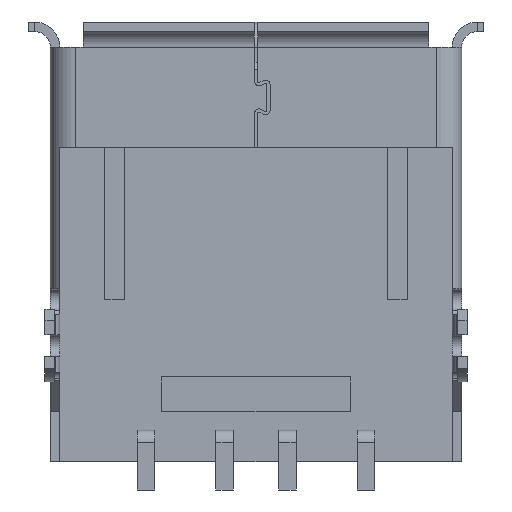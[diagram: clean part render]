
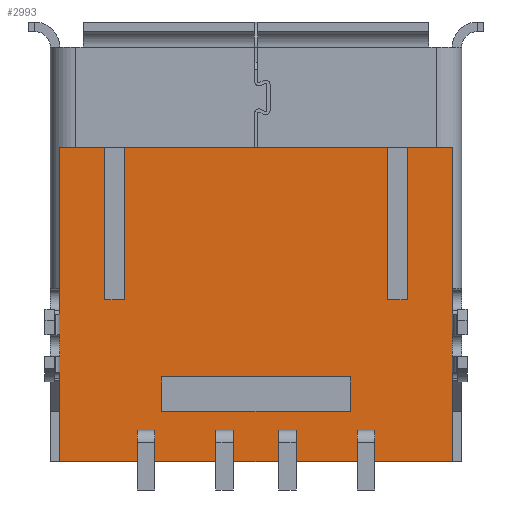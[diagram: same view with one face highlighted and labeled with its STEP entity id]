
A CAD part, front view. The second image highlights one B-rep face of the part: STEP entity #2993.
In plain terms, the highlighted planar face has unit normal (0, -1, 0).
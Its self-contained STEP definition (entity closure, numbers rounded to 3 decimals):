
#3 = VERTEX_POINT ( 'NONE', #8765 ) ;
#55 = LINE ( 'NONE', #963, #7543 ) ;
#96 = CARTESIAN_POINT ( 'NONE',  ( 4.817, 0.42, 1.45 ) ) ;
#168 = CARTESIAN_POINT ( 'NONE',  ( -3., 0.42, -2.1 ) ) ;
#237 = LINE ( 'NONE', #2883, #9409 ) ;
#327 = LINE ( 'NONE', #3925, #6977 ) ;
#458 = VERTEX_POINT ( 'NONE', #6252 ) ;
#501 = VERTEX_POINT ( 'NONE', #3678 ) ;
#581 = VERTEX_POINT ( 'NONE', #96 ) ;
#610 = CARTESIAN_POINT ( 'NONE',  ( -4.182, 0.42, 1.45 ) ) ;
#651 = LINE ( 'NONE', #2132, #6135 ) ;
#675 = DIRECTION ( 'NONE',  ( 1., 0., 0. ) ) ;
#680 = ORIENTED_EDGE ( 'NONE', *, *, #4782, .F. ) ;
#685 = EDGE_CURVE ( 'NONE', #9386, #9542, #5488, .T. ) ;
#737 = CARTESIAN_POINT ( 'NONE',  ( -6.25, 0.42, 6.3 ) ) ;
#780 = VECTOR ( 'NONE', #675, 1000. ) ;
#829 = CARTESIAN_POINT ( 'NONE',  ( -6.25, 0.42, 1.45 ) ) ;
#859 = LINE ( 'NONE', #3356, #8601 ) ;
#870 = DIRECTION ( 'NONE',  ( 0., 0., 1. ) ) ;
#963 = CARTESIAN_POINT ( 'NONE',  ( 3., 0.42, -2.1 ) ) ;
#975 = CARTESIAN_POINT ( 'NONE',  ( -4.817, 0.42, 1.45 ) ) ;
#979 = VECTOR ( 'NONE', #2425, 1000. ) ;
#1117 = CARTESIAN_POINT ( 'NONE',  ( 6.25, 0.42, 1.45 ) ) ;
#1366 = ORIENTED_EDGE ( 'NONE', *, *, #5774, .F. ) ;
#1384 = DIRECTION ( 'NONE',  ( -1., 0., 0. ) ) ;
#1389 = VERTEX_POINT ( 'NONE', #9407 ) ;
#1496 = DIRECTION ( 'NONE',  ( -1., 0., 0. ) ) ;
#1591 = DIRECTION ( 'NONE',  ( 0., 0., 1. ) ) ;
#1607 = PLANE ( 'NONE',  #2018 ) ;
#1618 = CARTESIAN_POINT ( 'NONE',  ( 6.25, 0.42, 1.45 ) ) ;
#1648 = ORIENTED_EDGE ( 'NONE', *, *, #6649, .F. ) ;
#1774 = ORIENTED_EDGE ( 'NONE', *, *, #9111, .T. ) ;
#1833 = EDGE_CURVE ( 'NONE', #501, #6615, #5807, .T. ) ;
#2018 = AXIS2_PLACEMENT_3D ( 'NONE', #6118, #5418, #5389 ) ;
#2103 = ORIENTED_EDGE ( 'NONE', *, *, #6843, .F. ) ;
#2128 = DIRECTION ( 'NONE',  ( -1., 0., 0. ) ) ;
#2132 = CARTESIAN_POINT ( 'NONE',  ( 6.25, 0.42, 6.3 ) ) ;
#2229 = VERTEX_POINT ( 'NONE', #7341 ) ;
#2425 = DIRECTION ( 'NONE',  ( 0., 0., 1. ) ) ;
#2450 = CARTESIAN_POINT ( 'NONE',  ( 6.25, 0.42, 6.3 ) ) ;
#2692 = VECTOR ( 'NONE', #7754, 1000. ) ;
#2709 = LINE ( 'NONE', #3670, #6306 ) ;
#2814 = CARTESIAN_POINT ( 'NONE',  ( -4.182, 0.42, 6.3 ) ) ;
#2883 = CARTESIAN_POINT ( 'NONE',  ( -4.182, 0.42, 6.3 ) ) ;
#2993 = ADVANCED_FACE ( 'NONE', ( #9684, #3107 ), #1607, .F. ) ;
#3075 = EDGE_CURVE ( 'NONE', #7704, #9542, #3933, .T. ) ;
#3107 = FACE_BOUND ( 'NONE', #9342, .T. ) ;
#3356 = CARTESIAN_POINT ( 'NONE',  ( 6.25, 0.42, -3.7 ) ) ;
#3571 = VERTEX_POINT ( 'NONE', #2450 ) ;
#3603 = CARTESIAN_POINT ( 'NONE',  ( -3., 0.42, -2.1 ) ) ;
#3655 = VERTEX_POINT ( 'NONE', #975 ) ;
#3670 = CARTESIAN_POINT ( 'NONE',  ( 4.182, 0.42, 1.45 ) ) ;
#3678 = CARTESIAN_POINT ( 'NONE',  ( -3., 0.42, -2.1 ) ) ;
#3699 = ORIENTED_EDGE ( 'NONE', *, *, #5927, .T. ) ;
#3760 = CARTESIAN_POINT ( 'NONE',  ( 6.25, 0.42, 1.45 ) ) ;
#3925 = CARTESIAN_POINT ( 'NONE',  ( -4.817, 0.42, 1.45 ) ) ;
#3933 = LINE ( 'NONE', #829, #4529 ) ;
#4114 = DIRECTION ( 'NONE',  ( -1., 0., 0. ) ) ;
#4173 = EDGE_CURVE ( 'NONE', #458, #3655, #9289, .T. ) ;
#4467 = VERTEX_POINT ( 'NONE', #2814 ) ;
#4529 = VECTOR ( 'NONE', #9094, 1000. ) ;
#4572 = EDGE_CURVE ( 'NONE', #1389, #4467, #237, .T. ) ;
#4616 = CARTESIAN_POINT ( 'NONE',  ( 4.817, 0.42, 6.3 ) ) ;
#4688 = ORIENTED_EDGE ( 'NONE', *, *, #6368, .F. ) ;
#4699 = CARTESIAN_POINT ( 'NONE',  ( 3., 0.42, -2.1 ) ) ;
#4782 = EDGE_CURVE ( 'NONE', #2229, #501, #8651, .T. ) ;
#5077 = VECTOR ( 'NONE', #6840, 1000. ) ;
#5165 = DIRECTION ( 'NONE',  ( -1., 0., 0. ) ) ;
#5316 = ORIENTED_EDGE ( 'NONE', *, *, #9518, .T. ) ;
#5389 = DIRECTION ( 'NONE',  ( -1., 0., 0. ) ) ;
#5418 = DIRECTION ( 'NONE',  ( 0., 1., 0. ) ) ;
#5488 = LINE ( 'NONE', #737, #6172 ) ;
#5508 = CARTESIAN_POINT ( 'NONE',  ( -6.25, 0.42, -3.7 ) ) ;
#5682 = VECTOR ( 'NONE', #5165, 1000. ) ;
#5774 = EDGE_CURVE ( 'NONE', #458, #4467, #6134, .T. ) ;
#5787 = LINE ( 'NONE', #9625, #5682 ) ;
#5807 = LINE ( 'NONE', #3603, #780 ) ;
#5927 = EDGE_CURVE ( 'NONE', #8790, #3571, #7662, .T. ) ;
#5961 = DIRECTION ( 'NONE',  ( -1., 0., 0. ) ) ;
#5982 = EDGE_CURVE ( 'NONE', #6615, #7897, #55, .T. ) ;
#6118 = CARTESIAN_POINT ( 'NONE',  ( -6.25, 0.42, 1.45 ) ) ;
#6134 = LINE ( 'NONE', #610, #9688 ) ;
#6135 = VECTOR ( 'NONE', #5961, 1000. ) ;
#6172 = VECTOR ( 'NONE', #1496, 1000. ) ;
#6252 = CARTESIAN_POINT ( 'NONE',  ( -4.182, 0.42, 1.45 ) ) ;
#6306 = VECTOR ( 'NONE', #9026, 1000. ) ;
#6327 = CARTESIAN_POINT ( 'NONE',  ( 6.25, 0.42, -3.7 ) ) ;
#6368 = EDGE_CURVE ( 'NONE', #7897, #2229, #5787, .T. ) ;
#6394 = EDGE_CURVE ( 'NONE', #3571, #9125, #651, .T. ) ;
#6401 = LINE ( 'NONE', #1117, #8045 ) ;
#6615 = VERTEX_POINT ( 'NONE', #4699 ) ;
#6649 = EDGE_CURVE ( 'NONE', #581, #9125, #9086, .T. ) ;
#6712 = ORIENTED_EDGE ( 'NONE', *, *, #4572, .T. ) ;
#6840 = DIRECTION ( 'NONE',  ( -1., 0., 0. ) ) ;
#6843 = EDGE_CURVE ( 'NONE', #8790, #7704, #859, .T. ) ;
#6955 = CARTESIAN_POINT ( 'NONE',  ( -4.817, 0.42, 6.3 ) ) ;
#6977 = VECTOR ( 'NONE', #1591, 1000. ) ;
#7341 = CARTESIAN_POINT ( 'NONE',  ( -3., 0.42, -1. ) ) ;
#7400 = ORIENTED_EDGE ( 'NONE', *, *, #5982, .F. ) ;
#7543 = VECTOR ( 'NONE', #7722, 1000. ) ;
#7662 = LINE ( 'NONE', #3760, #7783 ) ;
#7704 = VERTEX_POINT ( 'NONE', #5508 ) ;
#7722 = DIRECTION ( 'NONE',  ( 0., 0., 1. ) ) ;
#7754 = DIRECTION ( 'NONE',  ( 0., 0., -1. ) ) ;
#7764 = ORIENTED_EDGE ( 'NONE', *, *, #3075, .F. ) ;
#7783 = VECTOR ( 'NONE', #870, 1000. ) ;
#7897 = VERTEX_POINT ( 'NONE', #7985 ) ;
#7985 = CARTESIAN_POINT ( 'NONE',  ( 3., 0.42, -1. ) ) ;
#8045 = VECTOR ( 'NONE', #2128, 1000. ) ;
#8086 = ORIENTED_EDGE ( 'NONE', *, *, #1833, .F. ) ;
#8117 = ORIENTED_EDGE ( 'NONE', *, *, #9194, .T. ) ;
#8211 = EDGE_LOOP ( 'NONE', ( #8568, #7764, #2103, #3699, #8907, #1648, #5316, #1774, #6712, #1366, #8988, #8117 ) ) ;
#8568 = ORIENTED_EDGE ( 'NONE', *, *, #685, .T. ) ;
#8601 = VECTOR ( 'NONE', #4114, 1000. ) ;
#8651 = LINE ( 'NONE', #168, #2692 ) ;
#8765 = CARTESIAN_POINT ( 'NONE',  ( 4.182, 0.42, 1.45 ) ) ;
#8790 = VERTEX_POINT ( 'NONE', #6327 ) ;
#8838 = DIRECTION ( 'NONE',  ( 0., 0., 1. ) ) ;
#8854 = CARTESIAN_POINT ( 'NONE',  ( -6.25, 0.42, 6.3 ) ) ;
#8907 = ORIENTED_EDGE ( 'NONE', *, *, #6394, .T. ) ;
#8988 = ORIENTED_EDGE ( 'NONE', *, *, #4173, .T. ) ;
#9026 = DIRECTION ( 'NONE',  ( 0., 0., 1. ) ) ;
#9086 = LINE ( 'NONE', #9320, #979 ) ;
#9094 = DIRECTION ( 'NONE',  ( 0., 0., 1. ) ) ;
#9111 = EDGE_CURVE ( 'NONE', #3, #1389, #2709, .T. ) ;
#9125 = VERTEX_POINT ( 'NONE', #4616 ) ;
#9194 = EDGE_CURVE ( 'NONE', #3655, #9386, #327, .T. ) ;
#9289 = LINE ( 'NONE', #1618, #5077 ) ;
#9320 = CARTESIAN_POINT ( 'NONE',  ( 4.817, 0.42, 1.45 ) ) ;
#9342 = EDGE_LOOP ( 'NONE', ( #4688, #7400, #8086, #680 ) ) ;
#9386 = VERTEX_POINT ( 'NONE', #6955 ) ;
#9407 = CARTESIAN_POINT ( 'NONE',  ( 4.182, 0.42, 6.3 ) ) ;
#9409 = VECTOR ( 'NONE', #1384, 1000. ) ;
#9518 = EDGE_CURVE ( 'NONE', #581, #3, #6401, .T. ) ;
#9542 = VERTEX_POINT ( 'NONE', #8854 ) ;
#9625 = CARTESIAN_POINT ( 'NONE',  ( -3., 0.42, -1. ) ) ;
#9684 = FACE_OUTER_BOUND ( 'NONE', #8211, .T. ) ;
#9688 = VECTOR ( 'NONE', #8838, 1000. ) ;
